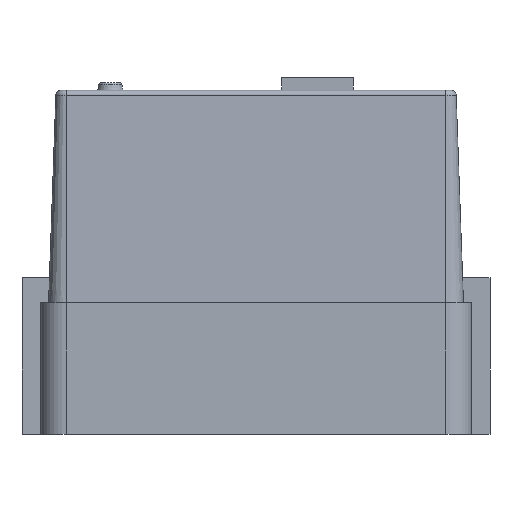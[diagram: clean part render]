
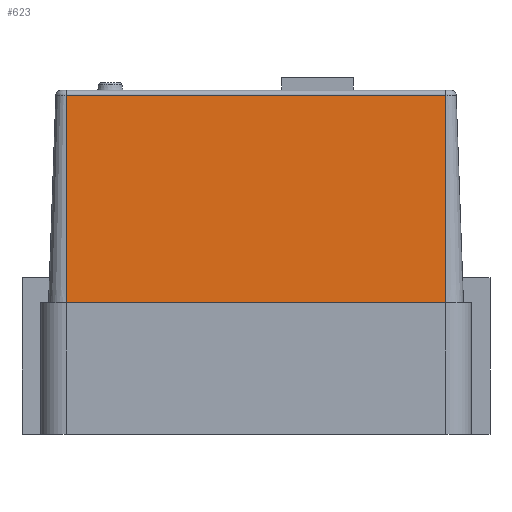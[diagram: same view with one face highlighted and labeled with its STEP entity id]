
A CAD part, front view. The second image highlights one B-rep face of the part: STEP entity #623.
In plain terms, the highlighted planar face has unit normal (0, -0.999, 0.035).
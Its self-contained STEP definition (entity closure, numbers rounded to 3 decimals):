
#20 = VECTOR ( 'NONE', #1339, 1000. ) ;
#25 = VERTEX_POINT ( 'NONE', #2191 ) ;
#176 = CARTESIAN_POINT ( 'NONE',  ( 75., -47., 52. ) ) ;
#338 = CARTESIAN_POINT ( 'NONE',  ( -75., -47., 52. ) ) ;
#340 = EDGE_CURVE ( 'NONE', #2214, #2561, #2359, .T. ) ;
#433 = LINE ( 'NONE', #1057, #913 ) ;
#461 = DIRECTION ( 'NONE',  ( 0., -0.035, -0.999 ) ) ;
#623 = ADVANCED_FACE ( 'NONE', ( #1893 ), #1679, .T. ) ;
#669 = CARTESIAN_POINT ( 'NONE',  ( -75., -47., 52. ) ) ;
#726 = LINE ( 'NONE', #1161, #20 ) ;
#752 = DIRECTION ( 'NONE',  ( 1., 0., 0. ) ) ;
#831 = CARTESIAN_POINT ( 'NONE',  ( -75., -47., 52. ) ) ;
#913 = VECTOR ( 'NONE', #461, 1000. ) ;
#1022 = EDGE_CURVE ( 'NONE', #2214, #25, #726, .T. ) ;
#1051 = ORIENTED_EDGE ( 'NONE', *, *, #340, .F. ) ;
#1057 = CARTESIAN_POINT ( 'NONE',  ( -75., -47., 52. ) ) ;
#1161 = CARTESIAN_POINT ( 'NONE',  ( -75., -44.134, 134.07 ) ) ;
#1215 = CARTESIAN_POINT ( 'NONE',  ( 75., -44.134, 134.07 ) ) ;
#1293 = DIRECTION ( 'NONE',  ( 0., -0.035, -0.999 ) ) ;
#1339 = DIRECTION ( 'NONE',  ( -1., 0., 0. ) ) ;
#1432 = EDGE_CURVE ( 'NONE', #25, #2671, #433, .T. ) ;
#1456 = ORIENTED_EDGE ( 'NONE', *, *, #1432, .T. ) ;
#1520 = EDGE_LOOP ( 'NONE', ( #1051, #1733, #1456, #1753 ) ) ;
#1679 = PLANE ( 'NONE',  #2467 ) ;
#1733 = ORIENTED_EDGE ( 'NONE', *, *, #1022, .T. ) ;
#1753 = ORIENTED_EDGE ( 'NONE', *, *, #1814, .T. ) ;
#1814 = EDGE_CURVE ( 'NONE', #2671, #2561, #2313, .T. ) ;
#1893 = FACE_OUTER_BOUND ( 'NONE', #1520, .T. ) ;
#1979 = DIRECTION ( 'NONE',  ( 0., -0.035, -0.999 ) ) ;
#1998 = CARTESIAN_POINT ( 'NONE',  ( 75., -47., 52. ) ) ;
#2118 = DIRECTION ( 'NONE',  ( 0., -0.999, 0.035 ) ) ;
#2191 = CARTESIAN_POINT ( 'NONE',  ( -75., -44.134, 134.07 ) ) ;
#2214 = VERTEX_POINT ( 'NONE', #1215 ) ;
#2313 = LINE ( 'NONE', #338, #2348 ) ;
#2348 = VECTOR ( 'NONE', #752, 1000. ) ;
#2359 = LINE ( 'NONE', #1998, #2386 ) ;
#2386 = VECTOR ( 'NONE', #1979, 1000. ) ;
#2467 = AXIS2_PLACEMENT_3D ( 'NONE', #669, #2118, #1293 ) ;
#2561 = VERTEX_POINT ( 'NONE', #176 ) ;
#2671 = VERTEX_POINT ( 'NONE', #831 ) ;
